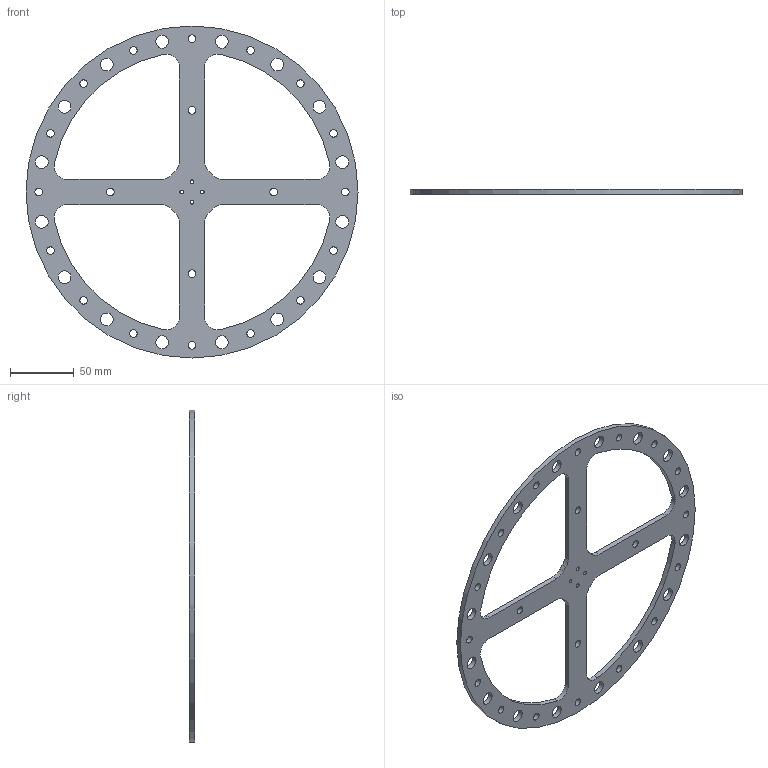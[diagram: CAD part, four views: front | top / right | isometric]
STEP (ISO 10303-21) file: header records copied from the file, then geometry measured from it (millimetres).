
FILE_DESCRIPTION(/* description */ (''),/* implementation_level */ '2;1');
FILE_NAME(/* name */ '24_Disco_ipt_c5447c2b.STEP',/* time_stamp */ '2020-02-10T12:18:22+01:00',/* author */ ('socci'),/* organization */ (''),/* preprocessor_version */ 'ST-DEVELOPER v18',/* originating_system */ 'Autodesk Inventor 2020',/* authorisation */ '');
FILE_SCHEMA (('AUTOMOTIVE_DESIGN { 1 0 10303 214 3 1 1 }'));
Length unit declared in the file: millimetre
Products named in the file (1): 24_Disco
Bounding box: 260 x 4 x 260 mm (x, y, z)
Volume: 88104.7 mm3; surface area: 57329.1 mm2
Topology: 1 solids, 1 shells, 1313 faces, 3606 edges, 2418 vertices
Faces by surface type: plane 657, bspline 591, cylinder 65
Full cylindrical faces by diameter (mm): 3 x4, 6 x20, 10 x16, 260 x1
Entity records: 44771 total; most frequent: CARTESIAN_POINT 15021, ORIENTED_EDGE 7212, DIRECTION 4042, EDGE_CURVE 3606, VERTEX_POINT 2418, LINE 2252, VECTOR 2252, EDGE_LOOP 1524
